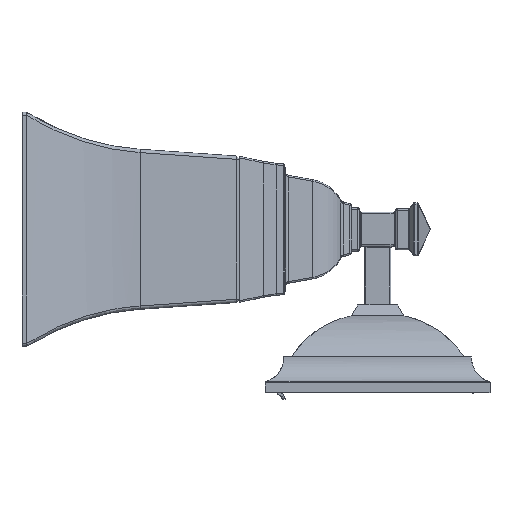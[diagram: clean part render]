
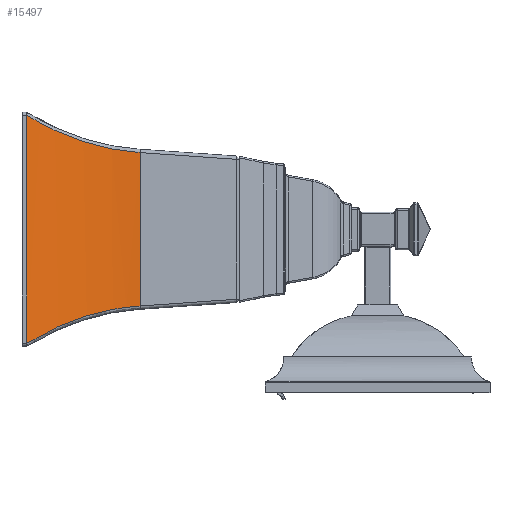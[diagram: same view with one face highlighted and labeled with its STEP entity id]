
A CAD part, left-side view. The second image highlights one B-rep face of the part: STEP entity #15497.
In plain terms, the highlighted cylindrical face has radius 116.84 mm (diameter 233.68 mm), a partial arc.
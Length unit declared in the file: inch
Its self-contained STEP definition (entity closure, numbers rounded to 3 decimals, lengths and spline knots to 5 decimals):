
#14849=CARTESIAN_POINT('',(-2.20462,6.6094,
5.1665));
#14850=CARTESIAN_POINT('',(-2.20474,6.60959,
5.16539));
#14851=CARTESIAN_POINT('',(-2.20493,6.6099,
5.16316));
#14852=CARTESIAN_POINT('',(-2.205,6.61,5.16089));
#14853=CARTESIAN_POINT('',(-2.205,6.61,5.15975));
#14855=DIRECTION('',(0.,0.,-1.));
#14856=VECTOR('',#14855,2.88911);
#14857=CARTESIAN_POINT('',(-1.5069,4.47681,
4.4593));
#14858=LINE('',#14857,#14856);
#14859=CARTESIAN_POINT('',(-2.205,6.61,0.86975));
#14860=CARTESIAN_POINT('',(-2.205,6.61,0.86861));
#14861=CARTESIAN_POINT('',(-2.20493,6.6099,
0.86634));
#14862=CARTESIAN_POINT('',(-2.20474,6.60959,
0.86411));
#14863=CARTESIAN_POINT('',(-2.20462,6.6094,
0.863));
#14933=CARTESIAN_POINT('',(-2.20462,6.6094,
5.1665));
#14950=CARTESIAN_POINT('',(-1.5069,4.47681,
4.4593));
#14951=CARTESIAN_POINT('',(-1.51558,4.6008,
4.46809));
#14952=CARTESIAN_POINT('',(-1.54311,4.84822,
4.49601));
#14953=CARTESIAN_POINT('',(-1.61274,5.20925,
4.56658));
#14954=CARTESIAN_POINT('',(-1.71477,5.57603,
4.66999));
#14955=CARTESIAN_POINT('',(-1.85024,5.94193,
4.80731));
#14956=CARTESIAN_POINT('',(-2.02241,6.30481,
4.98182));
#14957=CARTESIAN_POINT('',(-2.14277,6.5113,
5.10381));
#14958=CARTESIAN_POINT('',(-2.20462,6.6094,
5.1665));
#14969=CARTESIAN_POINT('',(-2.20462,6.6094,
0.863));
#14970=CARTESIAN_POINT('',(-2.14215,6.51032,
0.92632));
#14971=CARTESIAN_POINT('',(-2.02106,6.30227,
1.04905));
#14972=CARTESIAN_POINT('',(-1.84941,5.93987,
1.22303));
#14973=CARTESIAN_POINT('',(-1.71428,5.57448,
1.36));
#14974=CARTESIAN_POINT('',(-1.61253,5.20826,
1.46313));
#14975=CARTESIAN_POINT('',(-1.54305,4.84772,
1.53355));
#14976=CARTESIAN_POINT('',(-1.51556,4.60064,
1.56141));
#14977=CARTESIAN_POINT('',(-1.5069,4.47681,
1.57019));
#15133=DIRECTION('',(0.,0.,-1.));
#15134=VECTOR('',#15133,4.29);
#15135=CARTESIAN_POINT('',(-2.205,6.61,5.15975));
#15136=LINE('',#15135,#15134);
#15333=CARTESIAN_POINT('',(-1.5069,4.47681,
4.4593));
#15334=CARTESIAN_POINT('',(-1.5069,4.47681,
1.57019));
#15335=VERTEX_POINT('',#15333);
#15336=VERTEX_POINT('',#15334);
#15390=VERTEX_POINT('',#14933);
#15391=VERTEX_POINT('',#14853);
#15393=CARTESIAN_POINT('',(-2.205,6.61,0.86975));
#15395=VERTEX_POINT('',#15393);
#15396=VERTEX_POINT('',#14863);
#15478=CARTESIAN_POINT('',(-6.0957,4.15593,
0.51475));
#15479=DIRECTION('',(0.,0.,1.));
#15480=DIRECTION('',(-1.,0.,0.));
#15481=AXIS2_PLACEMENT_3D('',#15478,#15479,#15480);
#15482=CYLINDRICAL_SURFACE('',#15481,4.6);
#15484=ORIENTED_EDGE('',*,*,#15483,.F.);
#15486=ORIENTED_EDGE('',*,*,#15485,.F.);
#15488=ORIENTED_EDGE('',*,*,#15487,.T.);
#15490=ORIENTED_EDGE('',*,*,#15489,.F.);
#15492=ORIENTED_EDGE('',*,*,#15491,.F.);
#15494=ORIENTED_EDGE('',*,*,#15493,.F.);
#15495=EDGE_LOOP('',(#15484,#15486,#15488,#15490,#15492,#15494));
#15496=FACE_OUTER_BOUND('',#15495,.F.);
#15497=ADVANCED_FACE('',(#15496),#15482,.F.);
#14854=B_SPLINE_CURVE_WITH_KNOTS('',3,(#14849,#14850,#14851,#14852,#14853),
.UNSPECIFIED.,.F.,.F.,(4,1,4),(0.,0.5,1.),.UNSPECIFIED.);
#14864=B_SPLINE_CURVE_WITH_KNOTS('',3,(#14859,#14860,#14861,#14862,#14863),
.UNSPECIFIED.,.F.,.F.,(4,1,4),(0.,0.5,1.),.UNSPECIFIED.);
#14959=B_SPLINE_CURVE_WITH_KNOTS('',3,(#14950,#14951,#14952,#14953,#14954,
#14955,#14956,#14957,#14958),.UNSPECIFIED.,.F.,.F.,(4,1,1,1,1,1,4),(0.,
0.16667,0.33333,0.5,0.66667,0.83333,
1.),.UNSPECIFIED.);
#14978=B_SPLINE_CURVE_WITH_KNOTS('',3,(#14969,#14970,#14971,#14972,#14973,
#14974,#14975,#14976,#14977),.UNSPECIFIED.,.F.,.F.,(4,1,1,1,1,1,4),(0.,
0.16667,0.33333,0.5,0.66667,0.83333,
1.),.UNSPECIFIED.);
#15483=EDGE_CURVE('',#15390,#15391,#14854,.T.);
#15485=EDGE_CURVE('',#15335,#15390,#14959,.T.);
#15487=EDGE_CURVE('',#15335,#15336,#14858,.T.);
#15489=EDGE_CURVE('',#15396,#15336,#14978,.T.);
#15491=EDGE_CURVE('',#15395,#15396,#14864,.T.);
#15493=EDGE_CURVE('',#15391,#15395,#15136,.T.);
